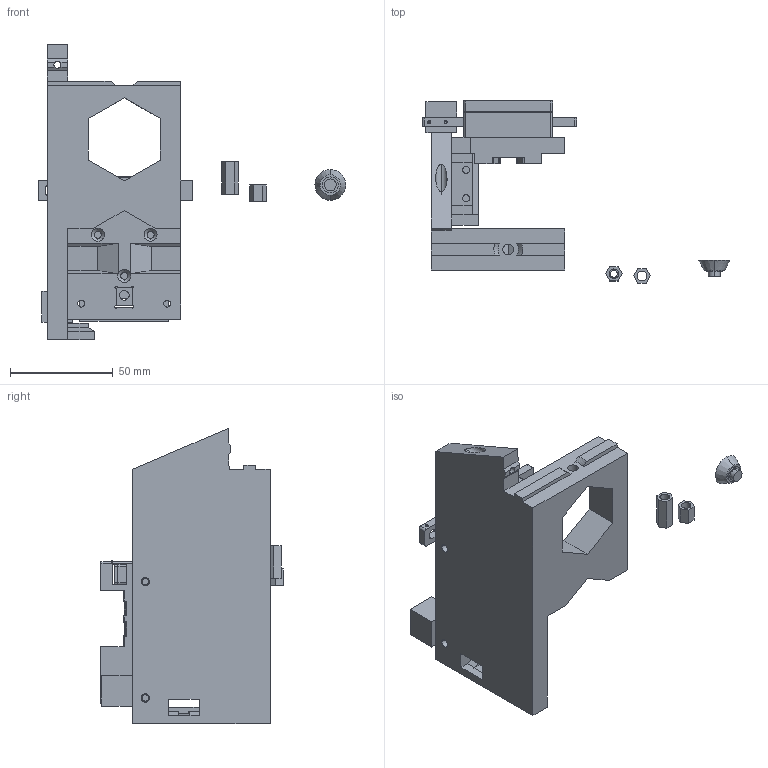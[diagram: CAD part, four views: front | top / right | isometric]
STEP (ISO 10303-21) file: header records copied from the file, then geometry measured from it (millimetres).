
FILE_DESCRIPTION (( 'STEP AP203' ), '1' );
FILE_NAME ('toolchanger.STEP', '2024-10-02T11:24:14', ( '' ), ( '' ), 'SwSTEP 2.0', 'SolidWorks 2023', '' );
FILE_SCHEMA (( 'CONFIG_CONTROL_DESIGN' ));
Length unit declared in the file: millimetre
Products named in the file (11): insert_tool; dragon_burner_back_plate; ring_pusher; head_holder; 8mm_oct_spacer; pad_clip; latch; latch_press; x_carriage_frame; toolchanger; 15.8mm_oct_spacer
Assembly tree (10 placements, depth 2):
  toolchanger
    dragon_burner_back_plate
    15.8mm_oct_spacer
    8mm_oct_spacer
    x_carriage_frame
    latch
    latch_press
    head_holder
    pad_clip
    insert_tool
    ring_pusher
Bounding box: 149.46 x 88.57 x 143.6 mm (x, y, z)
Volume: 195992.9 mm3; surface area: 69385.2 mm2
Topology: 10 solids, 10 shells, 987 faces, 2678 edges, 1711 vertices
Faces by surface type: plane 657, cylinder 254, cone 64, bspline 6, sphere 6
Entity records: 32424 total; most frequent: CARTESIAN_POINT 5829, ORIENTED_EDGE 5340, DIRECTION 5301, EDGE_CURVE 2670, LINE 1891, VECTOR 1891, VERTEX_POINT 1709, AXIS2_PLACEMENT_3D 1705
